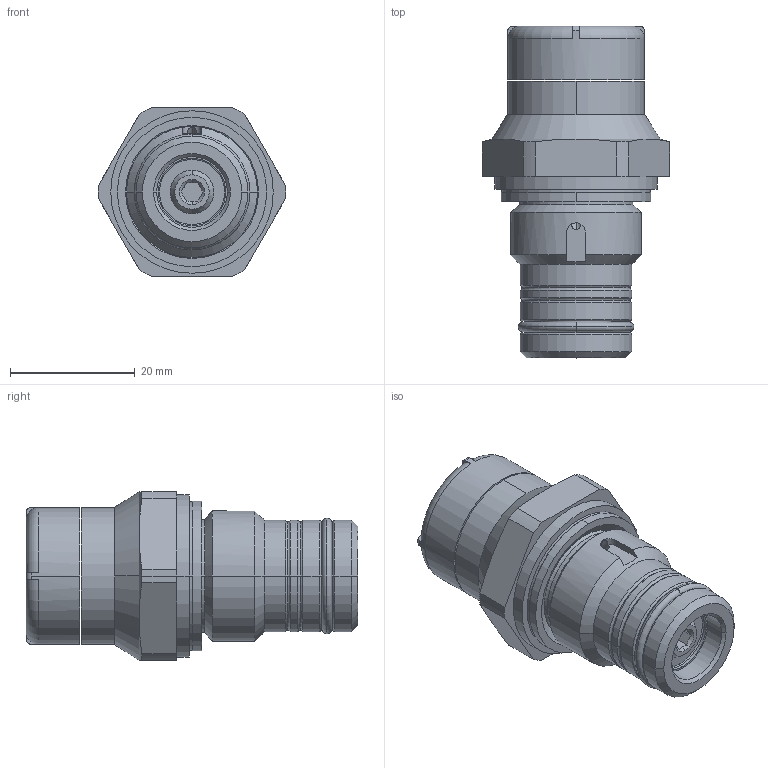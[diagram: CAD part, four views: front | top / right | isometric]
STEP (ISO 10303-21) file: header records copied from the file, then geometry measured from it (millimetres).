
FILE_DESCRIPTION (( 'STEP AP214' ), '1' );
FILE_NAME ('87.STEP', '2020-02-11T10:08:14', ( '' ), ( '' ), 'SwSTEP 2.0', 'SolidWorks 2019', '' );
FILE_SCHEMA (( 'AUTOMOTIVE_DESIGN' ));
Length unit declared in the file: millimetre
Products named in the file (1): 87
Bounding box: 30 x 53.1 x 27 mm (x, y, z)
Surface area: 6013.5 mm2 (no closed solid volume)
Topology: 0 solids, 16 shells, 166 faces, 750 edges, 597 vertices
Faces by surface type: plane 70, cylinder 42, torus 29, cone 22, bspline 3
Entity records: 10835 total; most frequent: CARTESIAN_POINT 3139, DIRECTION 1141, ORIENTED_EDGE 1070, EDGE_CURVE 750, VERTEX_POINT 597, VECTOR 451, LINE 451, AXIS2_PLACEMENT_3D 345
